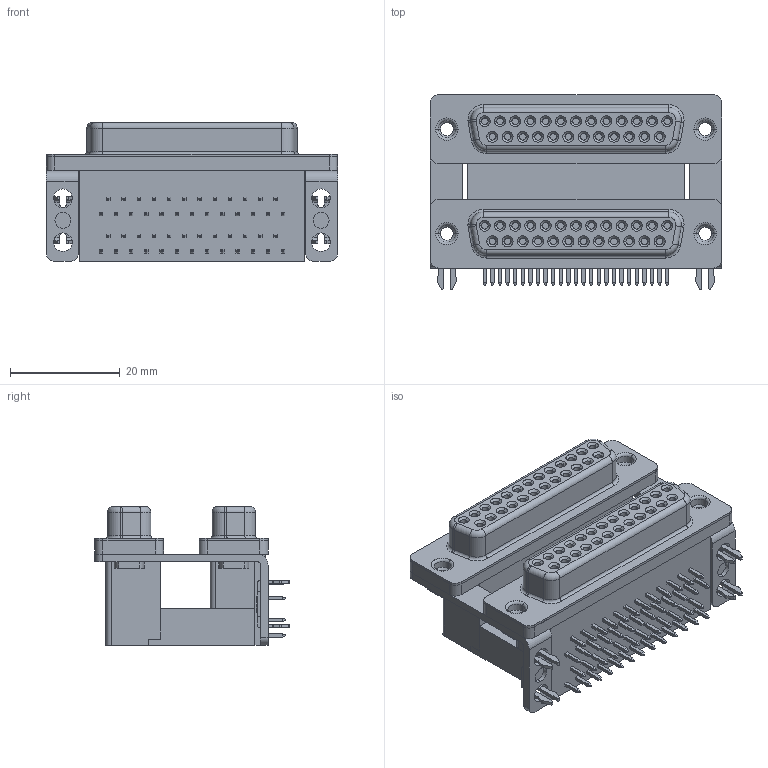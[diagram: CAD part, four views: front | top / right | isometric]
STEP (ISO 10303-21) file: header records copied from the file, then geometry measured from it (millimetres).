
FILE_DESCRIPTION (( 'STEP AP214' ), '1' );
FILE_NAME ('K42X-B25S-S-A4N_rA3.STEP', '2013-12-06T17:18:13', ( '' ), ( '' ), 'SwSTEP 2.0', 'SolidWorks 2012', '' );
FILE_SCHEMA (( 'AUTOMOTIVE_DESIGN' ));
Length unit declared in the file: millimetre
Products named in the file (1): K42X-B25S-S-A4N_rA3
Bounding box: 53.04 x 35.45 x 25.3 mm (x, y, z)
Volume: 23264.6 mm3; surface area: 10775.9 mm2
Topology: 1 solids, 1 shells, 1058 faces, 2438 edges, 1496 vertices
Faces by surface type: plane 654, cylinder 260, cone 116, torus 28
Entity records: 32818 total; most frequent: DIRECTION 5220, CARTESIAN_POINT 4993, ORIENTED_EDGE 4876, EDGE_CURVE 2438, LINE 1774, VECTOR 1774, AXIS2_PLACEMENT_3D 1723, VERTEX_POINT 1496
